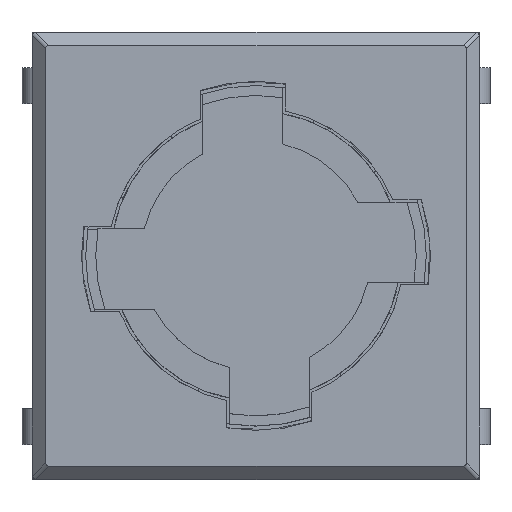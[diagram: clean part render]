
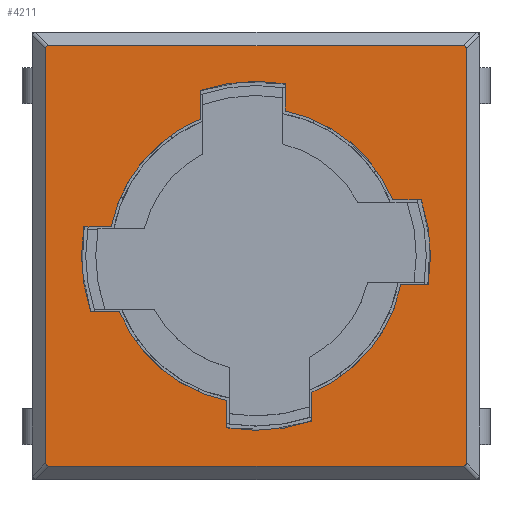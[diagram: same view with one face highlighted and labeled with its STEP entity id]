
A CAD part, top view. The second image highlights one B-rep face of the part: STEP entity #4211.
In plain terms, the highlighted planar face has unit normal (0, 0, 1).
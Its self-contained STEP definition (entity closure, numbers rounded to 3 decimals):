
#3144=CARTESIAN_POINT('',(-0.65,-3.845,4.98));
#3145=VERTEX_POINT('',#3144);
#3152=CARTESIAN_POINT('',(1.25,-3.694,4.98));
#3153=VERTEX_POINT('',#3152);
#3154=CARTESIAN_POINT('',(0.,0.,4.98));
#3155=DIRECTION('',(0.0,0.0,1.0));
#3156=DIRECTION('',(-1.0,0.0,0.0));
#3157=AXIS2_PLACEMENT_3D('',#3154,#3155,#3156);
#3158=CIRCLE('',#3157,3.9);
#3159=EDGE_CURVE('',#3145,#3153,#3158,.T.);
#3234=CARTESIAN_POINT('',(3.845,-0.65,4.98));
#3235=VERTEX_POINT('',#3234);
#3242=CARTESIAN_POINT('',(3.694,1.25,4.98));
#3243=VERTEX_POINT('',#3242);
#3244=CARTESIAN_POINT('',(0.,0.,4.98));
#3245=DIRECTION('',(0.0,0.0,1.0));
#3246=DIRECTION('',(-1.0,0.0,0.0));
#3247=AXIS2_PLACEMENT_3D('',#3244,#3245,#3246);
#3248=CIRCLE('',#3247,3.9);
#3249=EDGE_CURVE('',#3235,#3243,#3248,.T.);
#3324=CARTESIAN_POINT('',(0.65,3.845,4.98));
#3325=VERTEX_POINT('',#3324);
#3332=CARTESIAN_POINT('',(-1.25,3.694,4.98));
#3333=VERTEX_POINT('',#3332);
#3334=CARTESIAN_POINT('',(0.,0.,4.98));
#3335=DIRECTION('',(0.0,0.0,1.0));
#3336=DIRECTION('',(-1.0,0.0,0.0));
#3337=AXIS2_PLACEMENT_3D('',#3334,#3335,#3336);
#3338=CIRCLE('',#3337,3.9);
#3339=EDGE_CURVE('',#3325,#3333,#3338,.T.);
#3404=CARTESIAN_POINT('',(-3.845,0.65,4.98));
#3405=VERTEX_POINT('',#3404);
#3412=CARTESIAN_POINT('',(-3.694,-1.25,4.98));
#3413=VERTEX_POINT('',#3412);
#3414=CARTESIAN_POINT('',(0.,0.,4.98));
#3415=DIRECTION('',(0.0,0.0,1.0));
#3416=DIRECTION('',(-1.0,0.0,0.0));
#3417=AXIS2_PLACEMENT_3D('',#3414,#3415,#3416);
#3418=CIRCLE('',#3417,3.9);
#3419=EDGE_CURVE('',#3405,#3413,#3418,.T.);
#3462=CARTESIAN_POINT('',(3.235,-0.65,4.98));
#3463=VERTEX_POINT('',#3462);
#3470=CARTESIAN_POINT('',(3.845,-0.65,4.98));
#3471=DIRECTION('',(-1.0,0.0,0.0));
#3472=VECTOR('',#3471,0.61);
#3473=LINE('',#3470,#3472);
#3474=EDGE_CURVE('',#3235,#3463,#3473,.T.);
#3487=CARTESIAN_POINT('',(0.65,3.235,4.98));
#3488=VERTEX_POINT('',#3487);
#3495=CARTESIAN_POINT('',(0.65,3.845,4.98));
#3496=DIRECTION('',(0.0,-1.0,0.0));
#3497=VECTOR('',#3496,0.61);
#3498=LINE('',#3495,#3497);
#3499=EDGE_CURVE('',#3325,#3488,#3498,.T.);
#3512=CARTESIAN_POINT('',(-3.235,0.65,4.98));
#3513=VERTEX_POINT('',#3512);
#3520=CARTESIAN_POINT('',(-3.845,0.65,4.98));
#3521=DIRECTION('',(1.0,0.0,0.0));
#3522=VECTOR('',#3521,0.61);
#3523=LINE('',#3520,#3522);
#3524=EDGE_CURVE('',#3405,#3513,#3523,.T.);
#3537=CARTESIAN_POINT('',(-0.65,-3.235,4.98));
#3538=VERTEX_POINT('',#3537);
#3545=CARTESIAN_POINT('',(-0.65,-3.845,4.98));
#3546=DIRECTION('',(0.0,1.0,0.0));
#3547=VECTOR('',#3546,0.61);
#3548=LINE('',#3545,#3547);
#3549=EDGE_CURVE('',#3145,#3538,#3548,.T.);
#3833=CARTESIAN_POINT('',(1.25,-3.054,4.98));
#3834=VERTEX_POINT('',#3833);
#3835=CARTESIAN_POINT('',(1.25,-3.054,4.98));
#3836=DIRECTION('',(0.0,-1.0,0.0));
#3837=VECTOR('',#3836,0.64);
#3838=LINE('',#3835,#3837);
#3839=EDGE_CURVE('',#3834,#3153,#3838,.T.);
#3894=CARTESIAN_POINT('',(-3.054,-1.25,4.98));
#3895=VERTEX_POINT('',#3894);
#3896=CARTESIAN_POINT('',(-3.054,-1.25,4.98));
#3897=DIRECTION('',(-1.0,0.0,0.0));
#3898=VECTOR('',#3897,0.64);
#3899=LINE('',#3896,#3898);
#3900=EDGE_CURVE('',#3895,#3413,#3899,.T.);
#3944=CARTESIAN_POINT('',(-1.25,3.054,4.98));
#3945=VERTEX_POINT('',#3944);
#3952=CARTESIAN_POINT('',(0.,0.,4.98));
#3953=DIRECTION('',(0.0,0.0,-1.0));
#3954=DIRECTION('',(1.0,0.0,0.0));
#3955=AXIS2_PLACEMENT_3D('',#3952,#3953,#3954);
#3956=CIRCLE('',#3955,3.3);
#3957=EDGE_CURVE('',#3513,#3945,#3956,.T.);
#4036=CARTESIAN_POINT('',(0.,0.,4.98));
#4037=DIRECTION('',(0.0,0.0,-1.0));
#4038=DIRECTION('',(1.0,0.0,0.0));
#4039=AXIS2_PLACEMENT_3D('',#4036,#4037,#4038);
#4040=CIRCLE('',#4039,3.3);
#4041=EDGE_CURVE('',#3538,#3895,#4040,.T.);
#4077=CARTESIAN_POINT('',(3.054,1.25,4.98));
#4078=VERTEX_POINT('',#4077);
#4079=CARTESIAN_POINT('',(3.054,1.25,4.98));
#4080=DIRECTION('',(1.0,0.0,0.0));
#4081=VECTOR('',#4080,0.64);
#4082=LINE('',#4079,#4081);
#4083=EDGE_CURVE('',#4078,#3243,#4082,.T.);
#4101=CARTESIAN_POINT('',(0.,0.,4.98));
#4102=DIRECTION('',(0.0,0.0,1.0));
#4103=DIRECTION('',(1.0,0.0,0.0));
#4104=AXIS2_PLACEMENT_3D('',#4101,#4102,#4103);
#4105=PLANE('',#4104);
#4106=CARTESIAN_POINT('',(4.629,4.7,4.98));
#4107=VERTEX_POINT('',#4106);
#4108=CARTESIAN_POINT('',(4.7,4.629,4.98));
#4109=VERTEX_POINT('',#4108);
#4110=CARTESIAN_POINT('',(4.559,4.559,4.98));
#4111=DIRECTION('',(0.0,0.0,-1.));
#4112=DIRECTION('',(0.707,0.707,0.0));
#4113=AXIS2_PLACEMENT_3D('',#4110,#4111,#4112);
#4114=ELLIPSE('',#4113,0.173,0.1);
#4115=EDGE_CURVE('',#4107,#4109,#4114,.T.);
#4116=ORIENTED_EDGE('',*,*,#4115,.F.);
#4117=CARTESIAN_POINT('',(-4.629,4.7,4.98));
#4118=VERTEX_POINT('',#4117);
#4119=CARTESIAN_POINT('',(-4.629,4.7,4.98));
#4120=DIRECTION('',(1.0,0.0,0.0));
#4121=VECTOR('',#4120,9.259);
#4122=LINE('',#4119,#4121);
#4123=EDGE_CURVE('',#4118,#4107,#4122,.T.);
#4124=ORIENTED_EDGE('',*,*,#4123,.F.);
#4125=CARTESIAN_POINT('',(-4.7,4.629,4.98));
#4126=VERTEX_POINT('',#4125);
#4127=CARTESIAN_POINT('',(-4.559,4.559,4.98));
#4128=DIRECTION('',(0.0,0.0,-1.));
#4129=DIRECTION('',(-0.707,0.707,0.0));
#4130=AXIS2_PLACEMENT_3D('',#4127,#4128,#4129);
#4131=ELLIPSE('',#4130,0.173,0.1);
#4132=EDGE_CURVE('',#4126,#4118,#4131,.T.);
#4133=ORIENTED_EDGE('',*,*,#4132,.F.);
#4134=CARTESIAN_POINT('',(-4.7,-4.629,4.98));
#4135=VERTEX_POINT('',#4134);
#4136=CARTESIAN_POINT('',(-4.7,-4.629,4.98));
#4137=DIRECTION('',(0.0,1.0,0.0));
#4138=VECTOR('',#4137,9.259);
#4139=LINE('',#4136,#4138);
#4140=EDGE_CURVE('',#4135,#4126,#4139,.T.);
#4141=ORIENTED_EDGE('',*,*,#4140,.F.);
#4142=CARTESIAN_POINT('',(-4.629,-4.7,4.98));
#4143=VERTEX_POINT('',#4142);
#4144=CARTESIAN_POINT('',(-4.559,-4.559,4.98));
#4145=DIRECTION('',(0.0,0.0,-1.));
#4146=DIRECTION('',(-0.707,-0.707,0.0));
#4147=AXIS2_PLACEMENT_3D('',#4144,#4145,#4146);
#4148=ELLIPSE('',#4147,0.173,0.1);
#4149=EDGE_CURVE('',#4143,#4135,#4148,.T.);
#4150=ORIENTED_EDGE('',*,*,#4149,.F.);
#4151=CARTESIAN_POINT('',(4.629,-4.7,4.98));
#4152=VERTEX_POINT('',#4151);
#4153=CARTESIAN_POINT('',(4.629,-4.7,4.98));
#4154=DIRECTION('',(-1.0,0.0,0.0));
#4155=VECTOR('',#4154,9.259);
#4156=LINE('',#4153,#4155);
#4157=EDGE_CURVE('',#4152,#4143,#4156,.T.);
#4158=ORIENTED_EDGE('',*,*,#4157,.F.);
#4159=CARTESIAN_POINT('',(4.7,-4.629,4.98));
#4160=VERTEX_POINT('',#4159);
#4161=CARTESIAN_POINT('',(4.559,-4.559,4.98));
#4162=DIRECTION('',(0.0,0.0,-1.0));
#4163=DIRECTION('',(0.707,-0.707,0.0));
#4164=AXIS2_PLACEMENT_3D('',#4161,#4162,#4163);
#4165=ELLIPSE('',#4164,0.173,0.1);
#4166=EDGE_CURVE('',#4160,#4152,#4165,.T.);
#4167=ORIENTED_EDGE('',*,*,#4166,.F.);
#4168=CARTESIAN_POINT('',(4.7,4.629,4.98));
#4169=DIRECTION('',(0.0,-1.0,0.0));
#4170=VECTOR('',#4169,9.259);
#4171=LINE('',#4168,#4170);
#4172=EDGE_CURVE('',#4109,#4160,#4171,.T.);
#4173=ORIENTED_EDGE('',*,*,#4172,.F.);
#4174=EDGE_LOOP('',(#4116,#4124,#4133,#4141,#4150,#4158,#4167,#4173));
#4175=FACE_OUTER_BOUND('',#4174,.T.);
#4176=ORIENTED_EDGE('',*,*,#3499,.T.);
#4177=CARTESIAN_POINT('',(0.,0.,4.98));
#4178=DIRECTION('',(0.0,0.0,-1.0));
#4179=DIRECTION('',(1.0,0.0,0.0));
#4180=AXIS2_PLACEMENT_3D('',#4177,#4178,#4179);
#4181=CIRCLE('',#4180,3.3);
#4182=EDGE_CURVE('',#3488,#4078,#4181,.T.);
#4183=ORIENTED_EDGE('',*,*,#4182,.T.);
#4184=ORIENTED_EDGE('',*,*,#4083,.T.);
#4185=ORIENTED_EDGE('',*,*,#3249,.F.);
#4186=ORIENTED_EDGE('',*,*,#3474,.T.);
#4187=CARTESIAN_POINT('',(0.,0.,4.98));
#4188=DIRECTION('',(0.0,0.0,-1.0));
#4189=DIRECTION('',(1.0,0.0,0.0));
#4190=AXIS2_PLACEMENT_3D('',#4187,#4188,#4189);
#4191=CIRCLE('',#4190,3.3);
#4192=EDGE_CURVE('',#3463,#3834,#4191,.T.);
#4193=ORIENTED_EDGE('',*,*,#4192,.T.);
#4194=ORIENTED_EDGE('',*,*,#3839,.T.);
#4195=ORIENTED_EDGE('',*,*,#3159,.F.);
#4196=ORIENTED_EDGE('',*,*,#3549,.T.);
#4197=ORIENTED_EDGE('',*,*,#4041,.T.);
#4198=ORIENTED_EDGE('',*,*,#3900,.T.);
#4199=ORIENTED_EDGE('',*,*,#3419,.F.);
#4200=ORIENTED_EDGE('',*,*,#3524,.T.);
#4201=ORIENTED_EDGE('',*,*,#3957,.T.);
#4202=CARTESIAN_POINT('',(-1.25,3.054,4.98));
#4203=DIRECTION('',(0.0,1.0,0.0));
#4204=VECTOR('',#4203,0.64);
#4205=LINE('',#4202,#4204);
#4206=EDGE_CURVE('',#3945,#3333,#4205,.T.);
#4207=ORIENTED_EDGE('',*,*,#4206,.T.);
#4208=ORIENTED_EDGE('',*,*,#3339,.F.);
#4209=EDGE_LOOP('',(#4176,#4183,#4184,#4185,#4186,#4193,#4194,#4195,#4196,#4197,#4198,#4199,#4200,#4201,#4207,#4208));
#4210=FACE_BOUND('',#4209,.T.);
#4211=ADVANCED_FACE('',(#4175,#4210),#4105,.T.);
